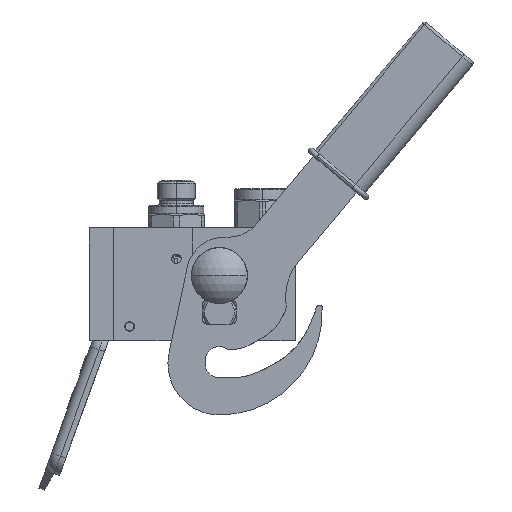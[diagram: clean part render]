
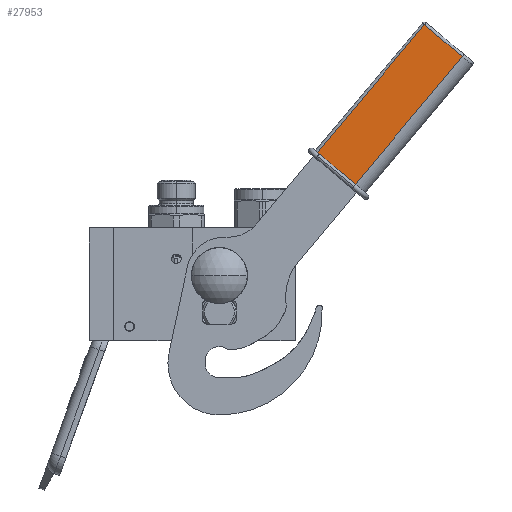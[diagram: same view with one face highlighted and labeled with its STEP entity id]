
A CAD part, front view. The second image highlights one B-rep face of the part: STEP entity #27953.
In plain terms, the highlighted face is planar.
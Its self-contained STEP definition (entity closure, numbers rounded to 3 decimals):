
#4991 = VERTEX_POINT ( 'NONE', #75840 ) ;
#11971 = EDGE_CURVE ( 'NONE', #127828, #37761, #112183, .T. ) ;
#15661 = VECTOR ( 'NONE', #55177, 1000. ) ;
#16761 = PLANE ( 'NONE',  #92699 ) ;
#19983 = ORIENTED_EDGE ( 'NONE', *, *, #83307, .T. ) ;
#21386 = CARTESIAN_POINT ( 'NONE',  ( 8., 3., 16. ) ) ;
#26124 = VECTOR ( 'NONE', #104912, 1000. ) ;
#27333 = DIRECTION ( 'NONE',  ( 0., -1., 0. ) ) ;
#27644 = ORIENTED_EDGE ( 'NONE', *, *, #11971, .T. ) ;
#27953 = ADVANCED_FACE ( 'NONE', ( #110352 ), #16761, .T. ) ;
#35020 = CARTESIAN_POINT ( 'NONE',  ( 8., 3., -10.5 ) ) ;
#36016 = CARTESIAN_POINT ( 'NONE',  ( 8., 92., 16. ) ) ;
#37761 = VERTEX_POINT ( 'NONE', #81427 ) ;
#40574 = DIRECTION ( 'NONE',  ( 0., 0., -1. ) ) ;
#45187 = CARTESIAN_POINT ( 'NONE',  ( 8., 3., 16. ) ) ;
#45784 = EDGE_CURVE ( 'NONE', #94270, #127828, #80227, .T. ) ;
#47033 = VECTOR ( 'NONE', #27333, 1000. ) ;
#47279 = VECTOR ( 'NONE', #40574, 1000. ) ;
#55177 = DIRECTION ( 'NONE',  ( 0., 0., -1. ) ) ;
#61126 = LINE ( 'NONE', #117337, #47033 ) ;
#65866 = EDGE_CURVE ( 'NONE', #4991, #37761, #86062, .T. ) ;
#67711 = EDGE_LOOP ( 'NONE', ( #114005, #19983, #72062, #27644 ) ) ;
#68615 = CARTESIAN_POINT ( 'NONE',  ( 8., 3., -10.5 ) ) ;
#72062 = ORIENTED_EDGE ( 'NONE', *, *, #45784, .T. ) ;
#75840 = CARTESIAN_POINT ( 'NONE',  ( 8., 92., 16. ) ) ;
#80227 = LINE ( 'NONE', #21386, #47279 ) ;
#81427 = CARTESIAN_POINT ( 'NONE',  ( 8., 92., -10.5 ) ) ;
#83307 = EDGE_CURVE ( 'NONE', #4991, #94270, #61126, .T. ) ;
#86062 = LINE ( 'NONE', #36016, #15661 ) ;
#92699 = AXIS2_PLACEMENT_3D ( 'NONE', #115525, #125601, #115929 ) ;
#94270 = VERTEX_POINT ( 'NONE', #45187 ) ;
#104912 = DIRECTION ( 'NONE',  ( 0., 1., 0. ) ) ;
#110352 = FACE_OUTER_BOUND ( 'NONE', #67711, .T. ) ;
#112183 = LINE ( 'NONE', #35020, #26124 ) ;
#114005 = ORIENTED_EDGE ( 'NONE', *, *, #65866, .F. ) ;
#115525 = CARTESIAN_POINT ( 'NONE',  ( 8., 0., 17.5 ) ) ;
#115929 = DIRECTION ( 'NONE',  ( 0., 0., -1. ) ) ;
#117337 = CARTESIAN_POINT ( 'NONE',  ( 8., 92., 16. ) ) ;
#125601 = DIRECTION ( 'NONE',  ( 1., 0., 0. ) ) ;
#127828 = VERTEX_POINT ( 'NONE', #68615 ) ;
